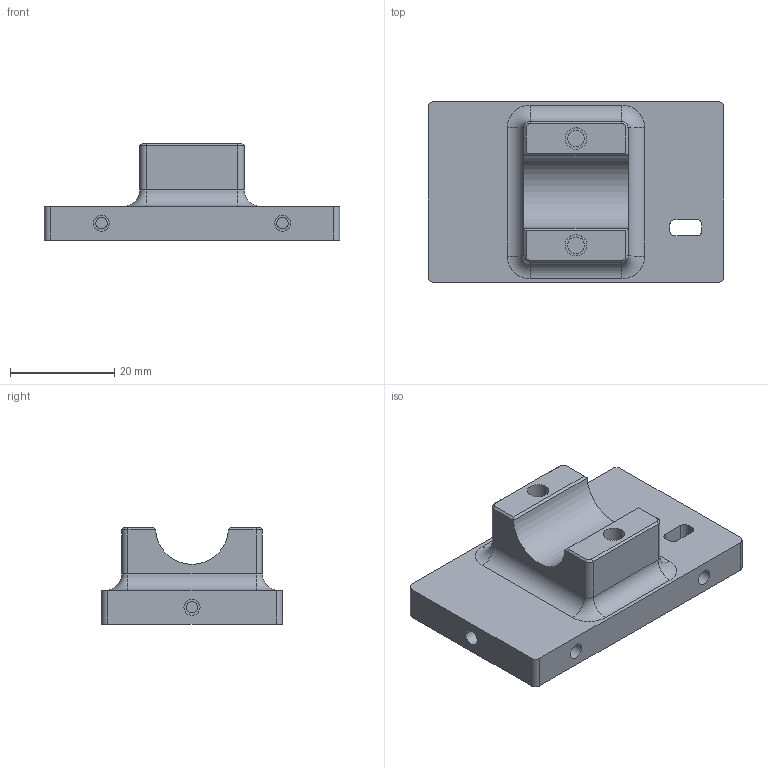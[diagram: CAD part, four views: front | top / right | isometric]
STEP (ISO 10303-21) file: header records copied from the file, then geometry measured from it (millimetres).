
FILE_DESCRIPTION (( 'STEP AP214' ), '1' );
FILE_NAME ('CASE_DISPLAY_BOT_060723.STEP', '2023-07-06T12:13:02', ( '' ), ( '' ), 'SwSTEP 2.0', 'SolidWorks 2020', '' );
FILE_SCHEMA (( 'AUTOMOTIVE_DESIGN' ));
Length unit declared in the file: millimetre
Products named in the file (1): CASE_DISPLAY_BOT_060723
Bounding box: 56.8 x 34.8 x 18.5 mm (x, y, z)
Volume: 17400 mm3; surface area: 6767.1 mm2
Topology: 1 solids, 1 shells, 97 faces, 218 edges, 140 vertices
Faces by surface type: cylinder 49, plane 40, torus 4, cone 4
Entity records: 2768 total; most frequent: DIRECTION 520, CARTESIAN_POINT 456, ORIENTED_EDGE 436, EDGE_CURVE 218, AXIS2_PLACEMENT_3D 204, VERTEX_POINT 140, EDGE_LOOP 116, LINE 112
